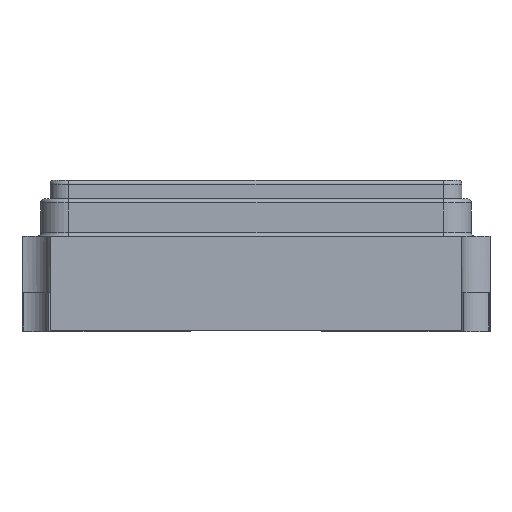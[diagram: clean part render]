
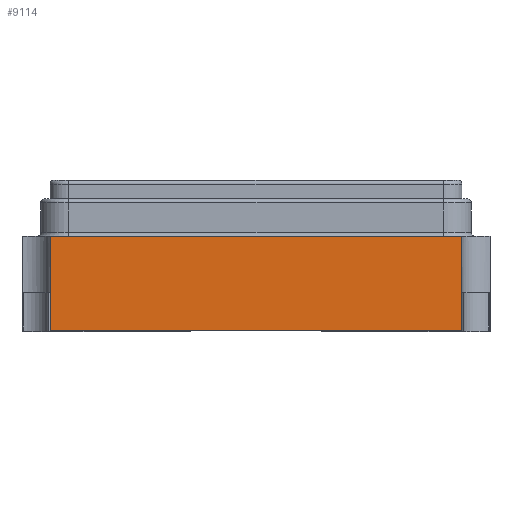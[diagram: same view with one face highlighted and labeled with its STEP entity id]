
A CAD part, left-side view. The second image highlights one B-rep face of the part: STEP entity #9114.
In plain terms, the highlighted planar face has unit normal (-1, 0, 0).
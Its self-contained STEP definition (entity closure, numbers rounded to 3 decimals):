
#5682 = PLANE('',#5683);
#5683 = AXIS2_PLACEMENT_3D('',#5684,#5685,#5686);
#5684 = CARTESIAN_POINT('',(0.,0.,0.01));
#5685 = DIRECTION('',(0.,0.,1.));
#5686 = DIRECTION('',(1.,0.,-0.));
#6736 = CYLINDRICAL_SURFACE('',#6737,0.15);
#6737 = AXIS2_PLACEMENT_3D('',#6738,#6739,#6740);
#6738 = CARTESIAN_POINT('',(-1.6,-1.25,
    0.01));
#6739 = DIRECTION('',(0.,0.,1.));
#6740 = DIRECTION('',(1.,0.,-0.));
#6945 = VERTEX_POINT('',#6946);
#6946 = CARTESIAN_POINT('',(-1.6,-1.1,
    0.01));
#6968 = EDGE_CURVE('',#6969,#6945,#6971,.T.);
#6969 = VERTEX_POINT('',#6970);
#6970 = CARTESIAN_POINT('',(-1.6,1.1,
    0.01));
#6971 = SURFACE_CURVE('',#6972,(#6976,#6983),.PCURVE_S1.);
#6972 = LINE('',#6973,#6974);
#6973 = CARTESIAN_POINT('',(-1.6,1.25,
    0.01));
#6974 = VECTOR('',#6975,1.);
#6975 = DIRECTION('',(0.,-1.,0.));
#6976 = PCURVE('',#5682,#6977);
#6977 = DEFINITIONAL_REPRESENTATION('',(#6978),#6982);
#6978 = LINE('',#6979,#6980);
#6979 = CARTESIAN_POINT('',(-1.6,1.25));
#6980 = VECTOR('',#6981,1.);
#6981 = DIRECTION('',(0.,-1.));
#6982 = ( GEOMETRIC_REPRESENTATION_CONTEXT(2) 
PARAMETRIC_REPRESENTATION_CONTEXT() REPRESENTATION_CONTEXT('2D SPACE',''
  ) );
#6983 = PCURVE('',#6984,#6989);
#6984 = PLANE('',#6985);
#6985 = AXIS2_PLACEMENT_3D('',#6986,#6987,#6988);
#6986 = CARTESIAN_POINT('',(-1.6,1.25,
    0.51));
#6987 = DIRECTION('',(1.,0.,0.));
#6988 = DIRECTION('',(0.,0.,-1.));
#6989 = DEFINITIONAL_REPRESENTATION('',(#6990),#6994);
#6990 = LINE('',#6991,#6992);
#6991 = CARTESIAN_POINT('',(0.5,0.));
#6992 = VECTOR('',#6993,1.);
#6993 = DIRECTION('',(0.,-1.));
#6994 = ( GEOMETRIC_REPRESENTATION_CONTEXT(2) 
PARAMETRIC_REPRESENTATION_CONTEXT() REPRESENTATION_CONTEXT('2D SPACE',''
  ) );
#7013 = CYLINDRICAL_SURFACE('',#7014,0.15);
#7014 = AXIS2_PLACEMENT_3D('',#7015,#7016,#7017);
#7015 = CARTESIAN_POINT('',(-1.6,1.25,
    0.01));
#7016 = DIRECTION('',(0.,0.,1.));
#7017 = DIRECTION('',(1.,0.,-0.));
#8462 = PLANE('',#8463);
#8463 = AXIS2_PLACEMENT_3D('',#8464,#8465,#8466);
#8464 = CARTESIAN_POINT('',(0.,0.,0.51));
#8465 = DIRECTION('',(0.,0.,1.));
#8466 = DIRECTION('',(1.,0.,-0.));
#8748 = VERTEX_POINT('',#8749);
#8749 = CARTESIAN_POINT('',(-1.6,1.1,
    0.51));
#8771 = EDGE_CURVE('',#8748,#6969,#8772,.T.);
#8772 = SURFACE_CURVE('',#8773,(#8777,#8784),.PCURVE_S1.);
#8773 = LINE('',#8774,#8775);
#8774 = CARTESIAN_POINT('',(-1.6,1.1,
    0.01));
#8775 = VECTOR('',#8776,1.);
#8776 = DIRECTION('',(0.,0.,-1.));
#8777 = PCURVE('',#7013,#8778);
#8778 = DEFINITIONAL_REPRESENTATION('',(#8779),#8783);
#8779 = LINE('',#8780,#8781);
#8780 = CARTESIAN_POINT('',(4.712,0.));
#8781 = VECTOR('',#8782,1.);
#8782 = DIRECTION('',(0.,-1.));
#8783 = ( GEOMETRIC_REPRESENTATION_CONTEXT(2) 
PARAMETRIC_REPRESENTATION_CONTEXT() REPRESENTATION_CONTEXT('2D SPACE',''
  ) );
#8784 = PCURVE('',#6984,#8785);
#8785 = DEFINITIONAL_REPRESENTATION('',(#8786),#8790);
#8786 = LINE('',#8787,#8788);
#8787 = CARTESIAN_POINT('',(0.5,-0.15));
#8788 = VECTOR('',#8789,1.);
#8789 = DIRECTION('',(1.,0.));
#8790 = ( GEOMETRIC_REPRESENTATION_CONTEXT(2) 
PARAMETRIC_REPRESENTATION_CONTEXT() REPRESENTATION_CONTEXT('2D SPACE',''
  ) );
#9114 = ADVANCED_FACE('',(#9115),#6984,.F.);
#9115 = FACE_BOUND('',#9116,.T.);
#9116 = EDGE_LOOP('',(#9117,#9140,#9141,#9142));
#9117 = ORIENTED_EDGE('',*,*,#9118,.F.);
#9118 = EDGE_CURVE('',#8748,#9119,#9121,.T.);
#9119 = VERTEX_POINT('',#9120);
#9120 = CARTESIAN_POINT('',(-1.6,-1.1,
    0.51));
#9121 = SURFACE_CURVE('',#9122,(#9126,#9133),.PCURVE_S1.);
#9122 = LINE('',#9123,#9124);
#9123 = CARTESIAN_POINT('',(-1.6,1.25,
    0.51));
#9124 = VECTOR('',#9125,1.);
#9125 = DIRECTION('',(0.,-1.,0.));
#9126 = PCURVE('',#6984,#9127);
#9127 = DEFINITIONAL_REPRESENTATION('',(#9128),#9132);
#9128 = LINE('',#9129,#9130);
#9129 = CARTESIAN_POINT('',(0.,0.));
#9130 = VECTOR('',#9131,1.);
#9131 = DIRECTION('',(0.,-1.));
#9132 = ( GEOMETRIC_REPRESENTATION_CONTEXT(2) 
PARAMETRIC_REPRESENTATION_CONTEXT() REPRESENTATION_CONTEXT('2D SPACE',''
  ) );
#9133 = PCURVE('',#8462,#9134);
#9134 = DEFINITIONAL_REPRESENTATION('',(#9135),#9139);
#9135 = LINE('',#9136,#9137);
#9136 = CARTESIAN_POINT('',(-1.6,1.25));
#9137 = VECTOR('',#9138,1.);
#9138 = DIRECTION('',(0.,-1.));
#9139 = ( GEOMETRIC_REPRESENTATION_CONTEXT(2) 
PARAMETRIC_REPRESENTATION_CONTEXT() REPRESENTATION_CONTEXT('2D SPACE',''
  ) );
#9140 = ORIENTED_EDGE('',*,*,#8771,.T.);
#9141 = ORIENTED_EDGE('',*,*,#6968,.T.);
#9142 = ORIENTED_EDGE('',*,*,#9143,.T.);
#9143 = EDGE_CURVE('',#6945,#9119,#9144,.T.);
#9144 = SURFACE_CURVE('',#9145,(#9149,#9156),.PCURVE_S1.);
#9145 = LINE('',#9146,#9147);
#9146 = CARTESIAN_POINT('',(-1.6,-1.1,
    0.01));
#9147 = VECTOR('',#9148,1.);
#9148 = DIRECTION('',(0.,0.,1.));
#9149 = PCURVE('',#6984,#9150);
#9150 = DEFINITIONAL_REPRESENTATION('',(#9151),#9155);
#9151 = LINE('',#9152,#9153);
#9152 = CARTESIAN_POINT('',(0.5,-2.35));
#9153 = VECTOR('',#9154,1.);
#9154 = DIRECTION('',(-1.,0.));
#9155 = ( GEOMETRIC_REPRESENTATION_CONTEXT(2) 
PARAMETRIC_REPRESENTATION_CONTEXT() REPRESENTATION_CONTEXT('2D SPACE',''
  ) );
#9156 = PCURVE('',#6736,#9157);
#9157 = DEFINITIONAL_REPRESENTATION('',(#9158),#9162);
#9158 = LINE('',#9159,#9160);
#9159 = CARTESIAN_POINT('',(1.571,0.));
#9160 = VECTOR('',#9161,1.);
#9161 = DIRECTION('',(0.,1.));
#9162 = ( GEOMETRIC_REPRESENTATION_CONTEXT(2) 
PARAMETRIC_REPRESENTATION_CONTEXT() REPRESENTATION_CONTEXT('2D SPACE',''
  ) );
